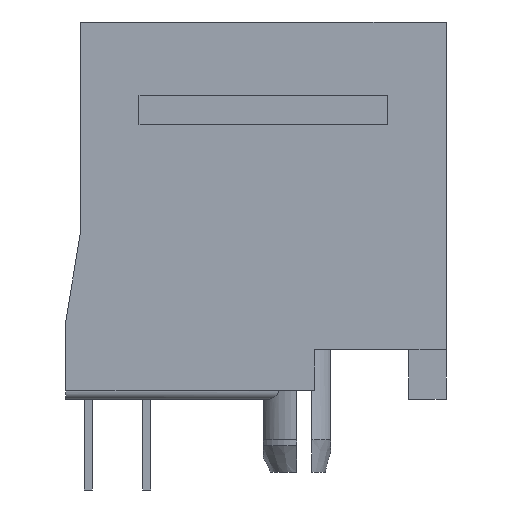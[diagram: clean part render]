
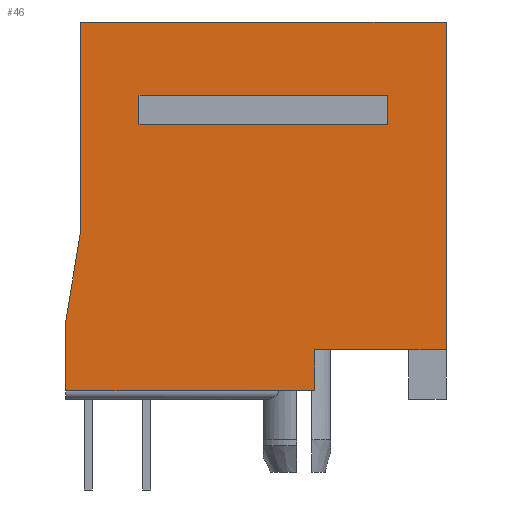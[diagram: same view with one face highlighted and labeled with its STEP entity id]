
A CAD part, left-side view. The second image highlights one B-rep face of the part: STEP entity #46.
In plain terms, the highlighted planar face has unit normal (-1, 0, 0).
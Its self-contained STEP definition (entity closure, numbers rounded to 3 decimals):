
#46=ADVANCED_FACE('',(#200,#201),#202,.F.);
#200=FACE_OUTER_BOUND('',#527,.T.);
#201=FACE_BOUND('',#528,.T.);
#202=PLANE('',#529);
#527=EDGE_LOOP('',(#854,#855,#856,#857,#858,#859,#860,#861));
#528=EDGE_LOOP('',(#862,#863,#864,#865));
#529=AXIS2_PLACEMENT_3D('',#866,#867,#868);
#854=ORIENTED_EDGE('',*,*,#2169,.F.);
#855=ORIENTED_EDGE('',*,*,#2170,.F.);
#856=ORIENTED_EDGE('',*,*,#2171,.F.);
#857=ORIENTED_EDGE('',*,*,#2172,.F.);
#858=ORIENTED_EDGE('',*,*,#2173,.F.);
#859=ORIENTED_EDGE('',*,*,#2174,.F.);
#860=ORIENTED_EDGE('',*,*,#2175,.F.);
#861=ORIENTED_EDGE('',*,*,#2176,.T.);
#862=ORIENTED_EDGE('',*,*,#2177,.T.);
#863=ORIENTED_EDGE('',*,*,#2178,.T.);
#864=ORIENTED_EDGE('',*,*,#2179,.T.);
#865=ORIENTED_EDGE('',*,*,#2180,.T.);
#866=CARTESIAN_POINT('',(-6.731,0.0,0.0));
#867=DIRECTION('',(1.0,0.0,0.0));
#868=DIRECTION('',(0.0,1.0,0.0));
#2169=EDGE_CURVE('',#2597,#2598,#2599,.T.);
#2170=EDGE_CURVE('',#2600,#2597,#2601,.T.);
#2171=EDGE_CURVE('',#2602,#2600,#2603,.T.);
#2172=EDGE_CURVE('',#2604,#2602,#2605,.T.);
#2173=EDGE_CURVE('',#2606,#2604,#2607,.T.);
#2174=EDGE_CURVE('',#2608,#2606,#2609,.T.);
#2175=EDGE_CURVE('',#2610,#2608,#2611,.T.);
#2176=EDGE_CURVE('',#2610,#2598,#2612,.T.);
#2177=EDGE_CURVE('',#2613,#2614,#2615,.T.);
#2178=EDGE_CURVE('',#2614,#2616,#2617,.T.);
#2179=EDGE_CURVE('',#2616,#2618,#2619,.T.);
#2180=EDGE_CURVE('',#2618,#2613,#2620,.T.);
#2597=VERTEX_POINT('',#3309);
#2598=VERTEX_POINT('',#3310);
#2599=LINE('',#3311,#3312);
#2600=VERTEX_POINT('',#3313);
#2601=LINE('',#3314,#3315);
#2602=VERTEX_POINT('',#3316);
#2603=LINE('',#3317,#3318);
#2604=VERTEX_POINT('',#3319);
#2605=LINE('',#3320,#3321);
#2606=VERTEX_POINT('',#3322);
#2607=LINE('',#3323,#3324);
#2608=VERTEX_POINT('',#3325);
#2609=LINE('',#3326,#3327);
#2610=VERTEX_POINT('',#3328);
#2611=LINE('',#3329,#3330);
#2612=LINE('',#3331,#3332);
#2613=VERTEX_POINT('',#3333);
#2614=VERTEX_POINT('',#3334);
#2615=LINE('',#3335,#3336);
#2616=VERTEX_POINT('',#3337);
#2617=LINE('',#3338,#3339);
#2618=VERTEX_POINT('',#3340);
#2619=LINE('',#3341,#3342);
#2620=LINE('',#3343,#3344);
#3309=CARTESIAN_POINT('',(-6.731,-8.255,0.0));
#3310=CARTESIAN_POINT('',(-6.731,-8.255,-14.224));
#3311=CARTESIAN_POINT('',(-6.731,-8.255,0.0));
#3312=VECTOR('',#4505,14.224);
#3313=CARTESIAN_POINT('',(-6.731,7.62,0.0));
#3314=CARTESIAN_POINT('',(-6.731,7.62,0.0));
#3315=VECTOR('',#4506,15.875);
#3316=CARTESIAN_POINT('',(-6.731,7.62,-9.144));
#3317=CARTESIAN_POINT('',(-6.731,7.62,-9.144));
#3318=VECTOR('',#4507,9.144);
#3319=CARTESIAN_POINT('',(-6.731,8.255,-12.954));
#3320=CARTESIAN_POINT('',(-6.731,8.255,-12.954));
#3321=VECTOR('',#4508,3.863);
#3322=CARTESIAN_POINT('',(-6.731,8.255,-16.002));
#3323=CARTESIAN_POINT('',(-6.731,8.255,-16.002));
#3324=VECTOR('',#4509,3.048);
#3325=CARTESIAN_POINT('',(-6.731,-2.54,-16.002));
#3326=CARTESIAN_POINT('',(-6.731,-2.54,-16.002));
#3327=VECTOR('',#4510,10.795);
#3328=CARTESIAN_POINT('',(-6.731,-2.54,-14.224));
#3329=CARTESIAN_POINT('',(-6.731,-2.54,-14.224));
#3330=VECTOR('',#4511,1.778);
#3331=CARTESIAN_POINT('',(-6.731,-2.54,-14.224));
#3332=VECTOR('',#4512,5.715);
#3333=CARTESIAN_POINT('',(-6.731,-5.715,-4.445));
#3334=CARTESIAN_POINT('',(-6.731,5.08,-4.445));
#3335=CARTESIAN_POINT('',(-6.731,-5.715,-4.445));
#3336=VECTOR('',#4513,10.795);
#3337=CARTESIAN_POINT('',(-6.731,5.08,-3.175));
#3338=CARTESIAN_POINT('',(-6.731,5.08,-4.445));
#3339=VECTOR('',#4514,1.27);
#3340=CARTESIAN_POINT('',(-6.731,-5.715,-3.175));
#3341=CARTESIAN_POINT('',(-6.731,5.08,-3.175));
#3342=VECTOR('',#4515,10.795);
#3343=CARTESIAN_POINT('',(-6.731,-5.715,-3.175));
#3344=VECTOR('',#4516,1.27);
#4505=DIRECTION('',(0.0,0.0,-1.0));
#4506=DIRECTION('',(0.0,-1.0,0.0));
#4507=DIRECTION('',(0.0,0.0,1.0));
#4508=DIRECTION('',(0.0,-0.164,0.986));
#4509=DIRECTION('',(0.0,0.0,1.0));
#4510=DIRECTION('',(0.0,1.0,0.0));
#4511=DIRECTION('',(0.0,0.0,-1.0));
#4512=DIRECTION('',(0.0,-1.0,0.0));
#4513=DIRECTION('',(0.0,1.0,0.0));
#4514=DIRECTION('',(0.0,0.0,1.0));
#4515=DIRECTION('',(0.0,-1.0,0.0));
#4516=DIRECTION('',(0.0,0.0,-1.0));
